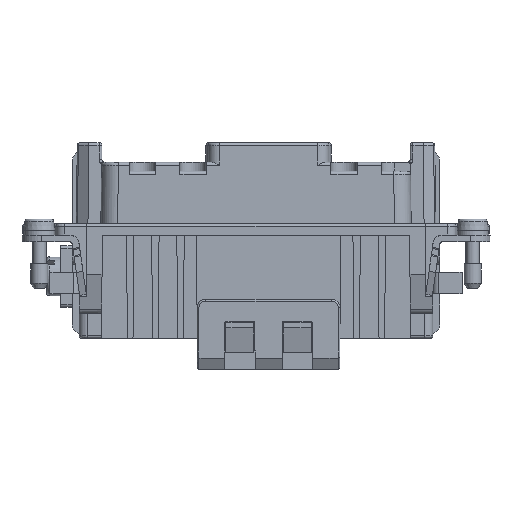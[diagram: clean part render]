
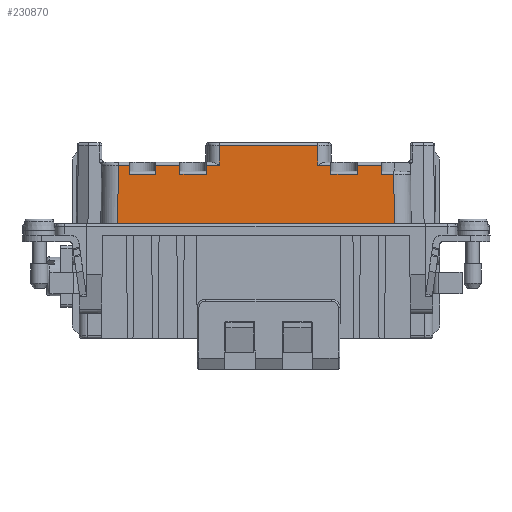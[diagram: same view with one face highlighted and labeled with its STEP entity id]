
A CAD part, front view. The second image highlights one B-rep face of the part: STEP entity #230870.
In plain terms, the highlighted face is planar.
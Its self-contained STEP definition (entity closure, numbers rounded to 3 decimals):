
#79040=CARTESIAN_POINT('',(43.779,48.534,
-23.607));
#79050=VERTEX_POINT('',#79040);
#198720=CARTESIAN_POINT('',(43.712,37.184,
-18.507));
#198730=VERTEX_POINT('',#198720);
#199070=CARTESIAN_POINT('',(43.733,37.184,
-20.107));
#199080=VERTEX_POINT('',#199070);
#199110=CARTESIAN_POINT('',(43.47,37.184,0.));
#199120=DIRECTION('',(-0.013,0.,
1.));
#199130=VECTOR('',#199120,1.);
#199140=LINE('',#199110,#199130);
#199150=EDGE_CURVE('',#199080,#198730,#199140,.T.);
#220120=CARTESIAN_POINT('',(43.733,48.534,
-20.107));
#220130=VERTEX_POINT('',#220120);
#220160=CARTESIAN_POINT('',(43.733,0.,
-20.107));
#220170=DIRECTION('',(0.,-1.,0.));
#220180=VECTOR('',#220170,1.);
#220190=LINE('',#220160,#220180);
#220200=CARTESIAN_POINT('',(43.733,46.184,
-20.107));
#220210=VERTEX_POINT('',#220200);
#220220=EDGE_CURVE('',#220130,#220210,#220190,.T.);
#229240=CARTESIAN_POINT('',(43.596,0.,-9.6));
#229250=DIRECTION('',(1.,0.,
0.013));
#229260=DIRECTION('',(0.013,0.,
-1.));
#229270=AXIS2_PLACEMENT_3D('',#229240,#229250,#229260);
#229280=PLANE('',#229270);
#229290=CARTESIAN_POINT('',(43.47,66.134,
-0.026));
#229300=DIRECTION('',(-0.013,0.,
1.));
#229310=VECTOR('',#229300,1.);
#229320=LINE('',#229290,#229310);
#229330=CARTESIAN_POINT('',(43.779,66.134,
-23.607));
#229340=VERTEX_POINT('',#229330);
#229350=CARTESIAN_POINT('',(43.733,66.134,
-20.107));
#229360=VERTEX_POINT('',#229350);
#229370=EDGE_CURVE('',#229340,#229360,#229320,.T.);
#229380=ORIENTED_EDGE('',*,*,#229370,.F.);
#229390=CARTESIAN_POINT('',(43.733,0.,
-20.107));
#229400=DIRECTION('',(0.,1.,0.));
#229410=VECTOR('',#229400,1.);
#229420=LINE('',#229390,#229410);
#229430=CARTESIAN_POINT('',(43.733,68.484,
-20.107));
#229440=VERTEX_POINT('',#229430);
#229450=EDGE_CURVE('',#229360,#229440,#229420,.T.);
#229460=ORIENTED_EDGE('',*,*,#229450,.F.);
#229470=CARTESIAN_POINT('',(43.47,68.484,0.));
#229480=DIRECTION('',(0.013,0.,
-1.));
#229490=VECTOR('',#229480,1.);
#229500=LINE('',#229470,#229490);
#229510=CARTESIAN_POINT('',(43.712,68.484,
-18.507));
#229520=VERTEX_POINT('',#229510);
#229530=EDGE_CURVE('',#229520,#229440,#229500,.T.);
#229540=ORIENTED_EDGE('',*,*,#229530,.T.);
#229550=CARTESIAN_POINT('',(43.712,0.,
-18.507));
#229560=DIRECTION('',(0.,1.,0.));
#229570=VECTOR('',#229560,1.);
#229580=LINE('',#229550,#229570);
#229590=CARTESIAN_POINT('',(43.712,73.184,
-18.507));
#229600=VERTEX_POINT('',#229590);
#229610=EDGE_CURVE('',#229520,#229600,#229580,.T.);
#229620=ORIENTED_EDGE('',*,*,#229610,.F.);
#229630=CARTESIAN_POINT('',(43.47,73.184,0.));
#229640=DIRECTION('',(-0.013,0.,
1.));
#229650=VECTOR('',#229640,1.);
#229660=LINE('',#229630,#229650);
#229670=CARTESIAN_POINT('',(43.733,73.184,
-20.107));
#229680=VERTEX_POINT('',#229670);
#229690=EDGE_CURVE('',#229680,#229600,#229660,.T.);
#229700=ORIENTED_EDGE('',*,*,#229690,.T.);
#229710=CARTESIAN_POINT('',(43.733,0.,
-20.107));
#229720=DIRECTION('',(0.,-1.,0.));
#229730=VECTOR('',#229720,1.);
#229740=LINE('',#229710,#229730);
#229750=CARTESIAN_POINT('',(43.733,77.484,
-20.107));
#229760=VERTEX_POINT('',#229750);
#229770=EDGE_CURVE('',#229760,#229680,#229740,.T.);
#229780=ORIENTED_EDGE('',*,*,#229770,.T.);
#229790=CARTESIAN_POINT('',(43.47,77.484,0.));
#229800=DIRECTION('',(0.013,0.,
-1.));
#229810=VECTOR('',#229800,1.);
#229820=LINE('',#229790,#229810);
#229830=CARTESIAN_POINT('',(43.712,77.484,
-18.507));
#229840=VERTEX_POINT('',#229830);
#229850=EDGE_CURVE('',#229840,#229760,#229820,.T.);
#229860=ORIENTED_EDGE('',*,*,#229850,.T.);
#229870=CARTESIAN_POINT('',(43.712,0.,
-18.507));
#229880=DIRECTION('',(0.,1.,0.));
#229890=VECTOR('',#229880,1.);
#229900=LINE('',#229870,#229890);
#229910=CARTESIAN_POINT('',(43.712,79.717,
-18.507));
#229920=VERTEX_POINT('',#229910);
#229930=EDGE_CURVE('',#229840,#229920,#229900,.T.);
#229940=ORIENTED_EDGE('',*,*,#229930,.F.);
#229950=CARTESIAN_POINT('',(43.47,79.959,
-0.039));
#229960=DIRECTION('',(-0.013,0.013,
1.));
#229970=VECTOR('',#229960,1.);
#229980=LINE('',#229950,#229970);
#229990=CARTESIAN_POINT('',(43.596,79.834,
-9.6));
#230000=VERTEX_POINT('',#229990);
#230010=EDGE_CURVE('',#229920,#230000,#229980,.T.);
#230020=ORIENTED_EDGE('',*,*,#230010,.F.);
#230030=CARTESIAN_POINT('',(43.596,0.,-9.6));
#230040=DIRECTION('',(0.,1.,0.));
#230050=VECTOR('',#230040,1.);
#230060=LINE('',#230030,#230050);
#230070=CARTESIAN_POINT('',(43.596,30.333,
-9.6));
#230080=VERTEX_POINT('',#230070);
#230090=EDGE_CURVE('',#230080,#230000,#230060,.T.);
#230100=ORIENTED_EDGE('',*,*,#230090,.T.);
#230110=CARTESIAN_POINT('',(43.47,30.208,
-0.039));
#230120=DIRECTION('',(-0.013,-0.013,
1.));
#230130=VECTOR('',#230120,1.);
#230140=LINE('',#230110,#230130);
#230150=CARTESIAN_POINT('',(43.733,30.471,
-20.107));
#230160=VERTEX_POINT('',#230150);
#230170=EDGE_CURVE('',#230160,#230080,#230140,.T.);
#230180=ORIENTED_EDGE('',*,*,#230170,.T.);
#230190=CARTESIAN_POINT('',(43.733,0.,
-20.107));
#230200=DIRECTION('',(0.,-1.,0.));
#230210=VECTOR('',#230200,1.);
#230220=LINE('',#230190,#230210);
#230230=CARTESIAN_POINT('',(43.733,32.484,
-20.107));
#230240=VERTEX_POINT('',#230230);
#230250=EDGE_CURVE('',#230240,#230160,#230220,.T.);
#230260=ORIENTED_EDGE('',*,*,#230250,.T.);
#230270=CARTESIAN_POINT('',(43.47,32.484,0.));
#230280=DIRECTION('',(0.013,0.,
-1.));
#230290=VECTOR('',#230280,1.);
#230300=LINE('',#230270,#230290);
#230310=CARTESIAN_POINT('',(43.712,32.484,
-18.507));
#230320=VERTEX_POINT('',#230310);
#230330=EDGE_CURVE('',#230320,#230240,#230300,.T.);
#230340=ORIENTED_EDGE('',*,*,#230330,.T.);
#230350=CARTESIAN_POINT('',(43.712,0.,
-18.507));
#230360=DIRECTION('',(0.,1.,0.));
#230370=VECTOR('',#230360,1.);
#230380=LINE('',#230350,#230370);
#230390=EDGE_CURVE('',#230320,#198730,#230380,.T.);
#230400=ORIENTED_EDGE('',*,*,#230390,.F.);
#230410=ORIENTED_EDGE('',*,*,#199150,.T.);
#230420=CARTESIAN_POINT('',(43.733,0.,
-20.107));
#230430=DIRECTION('',(0.,-1.,0.));
#230440=VECTOR('',#230430,1.);
#230450=LINE('',#230420,#230440);
#230460=CARTESIAN_POINT('',(43.733,41.484,
-20.107));
#230470=VERTEX_POINT('',#230460);
#230480=EDGE_CURVE('',#230470,#199080,#230450,.T.);
#230490=ORIENTED_EDGE('',*,*,#230480,.T.);
#230500=CARTESIAN_POINT('',(43.47,41.484,0.));
#230510=DIRECTION('',(0.013,0.,
-1.));
#230520=VECTOR('',#230510,1.);
#230530=LINE('',#230500,#230520);
#230540=CARTESIAN_POINT('',(43.712,41.484,
-18.507));
#230550=VERTEX_POINT('',#230540);
#230560=EDGE_CURVE('',#230550,#230470,#230530,.T.);
#230570=ORIENTED_EDGE('',*,*,#230560,.T.);
#230580=CARTESIAN_POINT('',(43.712,0.,
-18.507));
#230590=DIRECTION('',(0.,1.,0.));
#230600=VECTOR('',#230590,1.);
#230610=LINE('',#230580,#230600);
#230620=CARTESIAN_POINT('',(43.712,46.184,
-18.507));
#230630=VERTEX_POINT('',#230620);
#230640=EDGE_CURVE('',#230550,#230630,#230610,.T.);
#230650=ORIENTED_EDGE('',*,*,#230640,.F.);
#230660=CARTESIAN_POINT('',(43.47,46.184,0.));
#230670=DIRECTION('',(-0.013,0.,
1.));
#230680=VECTOR('',#230670,1.);
#230690=LINE('',#230660,#230680);
#230700=EDGE_CURVE('',#220210,#230630,#230690,.T.);
#230710=ORIENTED_EDGE('',*,*,#230700,.T.);
#230720=ORIENTED_EDGE('',*,*,#220220,.T.);
#230730=CARTESIAN_POINT('',(43.47,48.534,
-0.026));
#230740=DIRECTION('',(-0.013,0.,
1.));
#230750=VECTOR('',#230740,1.);
#230760=LINE('',#230730,#230750);
#230770=EDGE_CURVE('',#79050,#220130,#230760,.T.);
#230780=ORIENTED_EDGE('',*,*,#230770,.T.);
#230790=CARTESIAN_POINT('',(43.779,0.,
-23.607));
#230800=DIRECTION('',(0.,-1.,0.));
#230810=VECTOR('',#230800,1.);
#230820=LINE('',#230790,#230810);
#230830=EDGE_CURVE('',#229340,#79050,#230820,.T.);
#230840=ORIENTED_EDGE('',*,*,#230830,.T.);
#230850=EDGE_LOOP('',(#230840,#230780,#230720,#230710,#230650,#230570,
#230490,#230410,#230400,#230340,#230260,#230180,#230100,#230020,#229940,
#229860,#229780,#229700,#229620,#229540,#229460,#229380));
#230860=FACE_OUTER_BOUND('',#230850,.T.);
#230870=ADVANCED_FACE('',(#230860),#229280,.F.);
